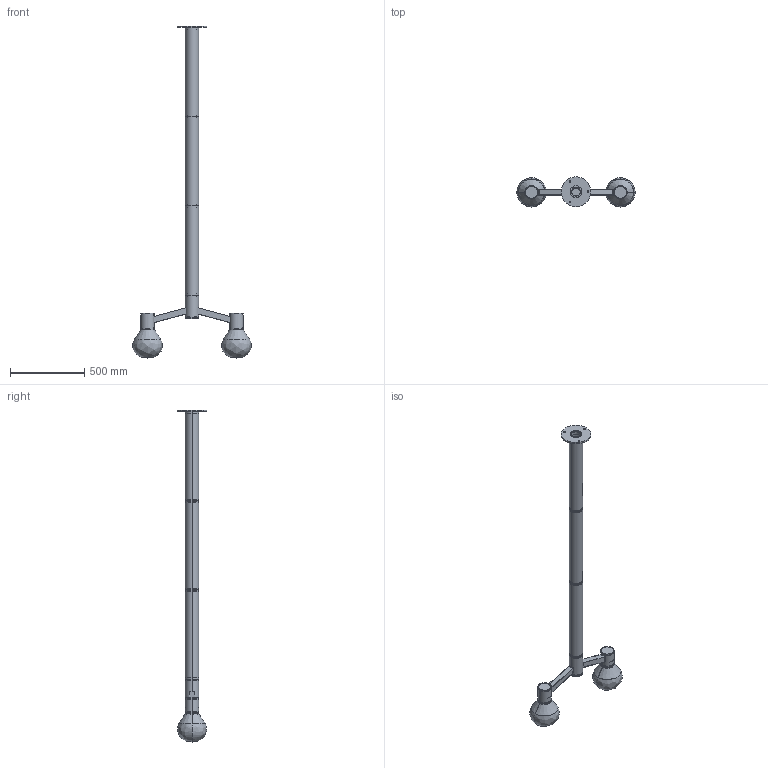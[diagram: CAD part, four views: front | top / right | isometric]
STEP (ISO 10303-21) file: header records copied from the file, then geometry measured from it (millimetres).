
FILE_DESCRIPTION((''),'2;1');
FILE_NAME('CLIO-MPT2_ASM','2022-02-24T',('Administrator'),(''),'PRO/ENGINEER BY PARAMETRIC TECHNOLOGY CORPORATION, 2014000','PRO/ENGINEER BY PARAMETRIC TECHNOLOGY CORPORATION, 2014000','');
FILE_SCHEMA(('CONFIG_CONTROL_DESIGN'));
Length unit declared in the file: millimetre
Products named in the file (15): D200X24DIZHU; D90X600; M85X18; D90X153; D90X12; D90X100; E27-U-ZHIJIA; E27-1-1; D90X14; D200X192; M10X20; M10X3; 40X40X218; T-01_ASM; CLIO-MPT2_ASM
Assembly tree (20 placements, depth 3):
  CLIO-MPT2_ASM
    D200X24DIZHU
    D90X600  x3
    M85X18  x3
    D90X153
    D90X12
    T-01_ASM  x2
      D90X100
      E27-U-ZHIJIA
      E27-1-1
      D90X14
      D200X192
      M10X20
      M10X3
      D90X12
      40X40X218
Bounding box: 797.24 x 200 x 2232.36 mm (x, y, z)
Volume: 3263302.5 mm3; surface area: 2043864.2 mm2
Topology: 27 solids, 30 shells, 793 faces, 1948 edges, 1228 vertices
Faces by surface type: cylinder 386, plane 243, cone 72, bspline 44, torus 24, sphere 24
Entity records: 20002 total; most frequent: CARTESIAN_POINT 9755, DIRECTION 2016, ORIENTED_EDGE 1988, EDGE_CURVE 996, AXIS2_PLACEMENT_3D 793, VERTEX_POINT 637, EDGE_LOOP 483, VECTOR 430
